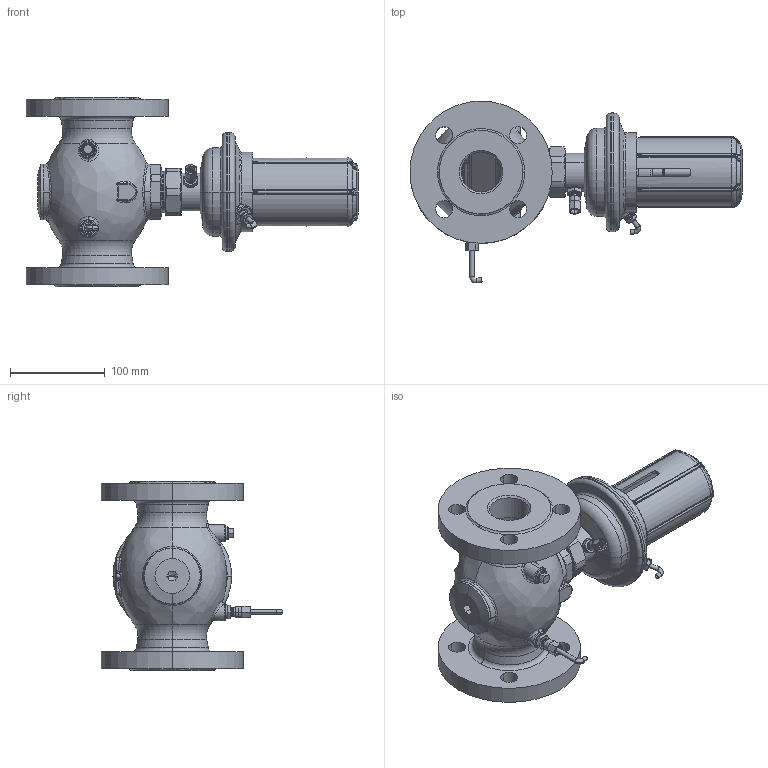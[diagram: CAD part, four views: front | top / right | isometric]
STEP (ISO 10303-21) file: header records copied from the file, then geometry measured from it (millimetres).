
FILE_DESCRIPTION((''),'2;1');
FILE_NAME('AVP_DN40_1_6_PN25','2015-03-05T',('u317927'),('Danfoss'),'PRO/ENGINEER BY PARAMETRIC TECHNOLOGY CORPORATION, 2014000','PRO/ENGINEER BY PARAMETRIC TECHNOLOGY CORPORATION, 2014000','');
FILE_SCHEMA(('CONFIG_CONTROL_DESIGN'));
Products named in the file (1): AVP_DN40_1_6_PN25
Bounding box: 350.1 x 191.58 x 200 mm (x, y, z)
Volume: 1532974.6 mm3; surface area: 368479.4 mm2
Topology: 3 solids, 5 shells, 1512 faces, 3561 edges, 2099 vertices
Faces by surface type: cylinder 392, plane 388, bspline 258, cone 244, torus 215, sphere 15
Entity records: 60749 total; most frequent: CARTESIAN_POINT 27431, ORIENTED_EDGE 7104, DIRECTION 6882, EDGE_CURVE 3552, AXIS2_PLACEMENT_3D 2903, VERTEX_POINT 2099, EDGE_LOOP 1661, CIRCLE 1648
